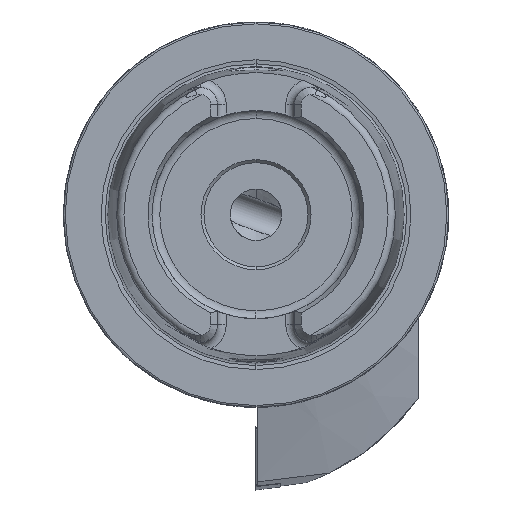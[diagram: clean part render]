
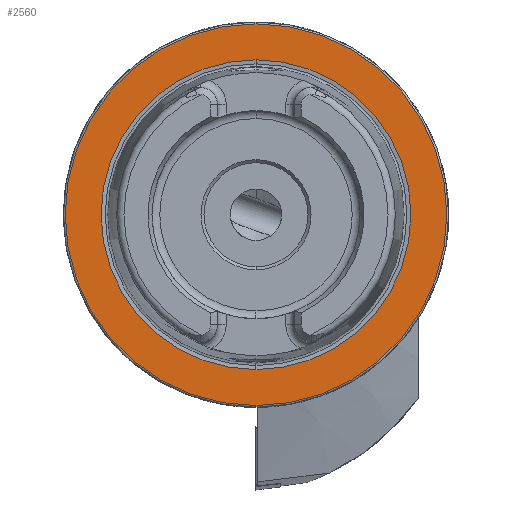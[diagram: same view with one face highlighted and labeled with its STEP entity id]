
A CAD part, left-side view. The second image highlights one B-rep face of the part: STEP entity #2560.
In plain terms, the highlighted planar face has unit normal (-1, 0, 0).
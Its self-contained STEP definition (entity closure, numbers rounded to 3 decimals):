
#163 = ORIENTED_EDGE ( 'NONE', *, *, #1517, .T. ) ;
#341 = VERTEX_POINT ( 'NONE', #11194 ) ;
#406 = CARTESIAN_POINT ( 'NONE',  ( 0., 31.2, 0. ) ) ;
#461 = DIRECTION ( 'NONE',  ( 1., 0., 0. ) ) ;
#556 = VERTEX_POINT ( 'NONE', #11546 ) ;
#1200 = CARTESIAN_POINT ( 'NONE',  ( 0., 0., 0. ) ) ;
#1314 = DIRECTION ( 'NONE',  ( 0., 0., 1. ) ) ;
#1381 = DIRECTION ( 'NONE',  ( -1., 0., 0. ) ) ;
#1517 = EDGE_CURVE ( 'NONE', #16221, #15641, #3493, .T. ) ;
#1934 = DIRECTION ( 'NONE',  ( 0., 0., 1. ) ) ;
#2196 = AXIS2_PLACEMENT_3D ( 'NONE', #1200, #1381, #1314 ) ;
#2560 = ADVANCED_FACE ( 'NONE', ( #4457, #13798 ), #9384, .F. ) ;
#3168 = DIRECTION ( 'NONE',  ( -1., 0., 0. ) ) ;
#3493 = CIRCLE ( 'NONE', #8235, 31.2 ) ;
#3664 = DIRECTION ( 'NONE',  ( 0., 0., 1. ) ) ;
#3871 = CIRCLE ( 'NONE', #13202, 31.2 ) ;
#4277 = DIRECTION ( 'NONE',  ( 0., 0., -1. ) ) ;
#4457 = FACE_BOUND ( 'NONE', #12433, .T. ) ;
#5127 = ORIENTED_EDGE ( 'NONE', *, *, #9248, .F. ) ;
#5680 = EDGE_CURVE ( 'NONE', #341, #556, #8909, .T. ) ;
#5790 = ORIENTED_EDGE ( 'NONE', *, *, #15656, .T. ) ;
#7241 = CARTESIAN_POINT ( 'NONE',  ( 0., 0., 0. ) ) ;
#8235 = AXIS2_PLACEMENT_3D ( 'NONE', #7241, #11073, #12214 ) ;
#8909 = CIRCLE ( 'NONE', #13659, 25.324 ) ;
#9152 = CARTESIAN_POINT ( 'NONE',  ( 0., 0., 31.2 ) ) ;
#9248 = EDGE_CURVE ( 'NONE', #556, #341, #14104, .T. ) ;
#9384 = PLANE ( 'NONE',  #15204 ) ;
#11015 = CARTESIAN_POINT ( 'NONE',  ( 0., 0., 0. ) ) ;
#11073 = DIRECTION ( 'NONE',  ( -1., 0., 0. ) ) ;
#11194 = CARTESIAN_POINT ( 'NONE',  ( 0., 0., -25.324 ) ) ;
#11280 = DIRECTION ( 'NONE',  ( -1., 0., 0. ) ) ;
#11546 = CARTESIAN_POINT ( 'NONE',  ( 0., 0., 25.324 ) ) ;
#12214 = DIRECTION ( 'NONE',  ( 0., 0., 1. ) ) ;
#12433 = EDGE_LOOP ( 'NONE', ( #5127, #13789 ) ) ;
#13202 = AXIS2_PLACEMENT_3D ( 'NONE', #11015, #11280, #3664 ) ;
#13659 = AXIS2_PLACEMENT_3D ( 'NONE', #14560, #3168, #1934 ) ;
#13789 = ORIENTED_EDGE ( 'NONE', *, *, #5680, .F. ) ;
#13798 = FACE_OUTER_BOUND ( 'NONE', #14714, .T. ) ;
#14104 = CIRCLE ( 'NONE', #2196, 25.324 ) ;
#14560 = CARTESIAN_POINT ( 'NONE',  ( 0., 0., 0. ) ) ;
#14714 = EDGE_LOOP ( 'NONE', ( #163, #5790 ) ) ;
#14946 = CARTESIAN_POINT ( 'NONE',  ( 0., 0., -31.2 ) ) ;
#15204 = AXIS2_PLACEMENT_3D ( 'NONE', #406, #461, #4277 ) ;
#15641 = VERTEX_POINT ( 'NONE', #14946 ) ;
#15656 = EDGE_CURVE ( 'NONE', #15641, #16221, #3871, .T. ) ;
#16221 = VERTEX_POINT ( 'NONE', #9152 ) ;
